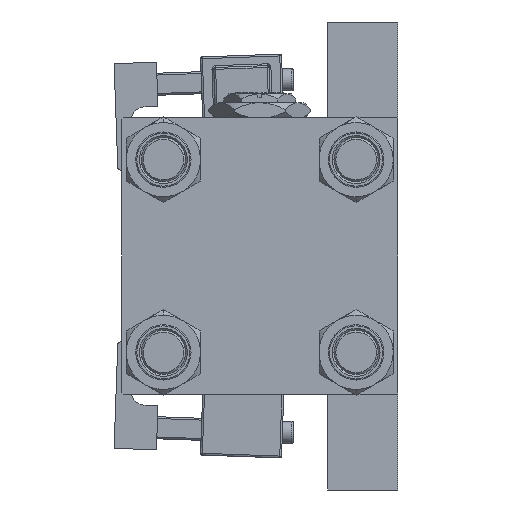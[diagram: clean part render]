
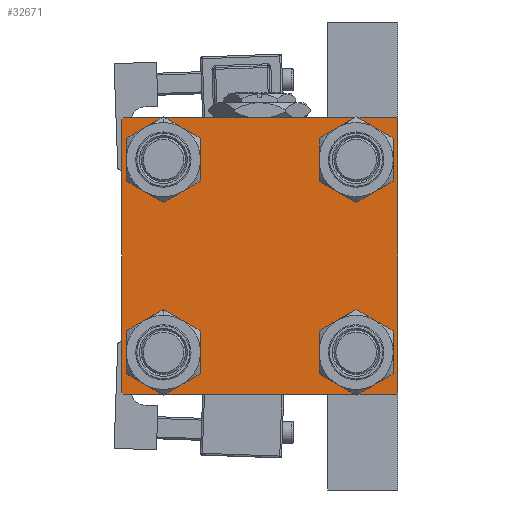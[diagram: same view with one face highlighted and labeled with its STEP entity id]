
A CAD part, left-side view. The second image highlights one B-rep face of the part: STEP entity #32671.
In plain terms, the highlighted planar face has unit normal (-1, 0, 0).
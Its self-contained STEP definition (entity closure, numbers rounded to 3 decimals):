
#1101 = EDGE_CURVE ( 'NONE', #46540, #7797, #38687, .T. ) ;
#1380 = CARTESIAN_POINT ( 'NONE',  ( 0., -37.25, -37.25 ) ) ;
#1838 = EDGE_LOOP ( 'NONE', ( #4684, #24069 ) ) ;
#2860 = EDGE_CURVE ( 'NONE', #26063, #7797, #43140, .T. ) ;
#3916 = CARTESIAN_POINT ( 'NONE',  ( 0., 37., 37.5 ) ) ;
#4684 = ORIENTED_EDGE ( 'NONE', *, *, #15214, .T. ) ;
#5198 = VECTOR ( 'NONE', #49079, 1000. ) ;
#5206 = EDGE_LOOP ( 'NONE', ( #38564, #20132 ) ) ;
#5602 = CARTESIAN_POINT ( 'NONE',  ( 0., 26.15, -26.15 ) ) ;
#5763 = DIRECTION ( 'NONE',  ( 0., 0., 1. ) ) ;
#5836 = AXIS2_PLACEMENT_3D ( 'NONE', #26430, #11024, #5763 ) ;
#6131 = FACE_BOUND ( 'NONE', #5206, .T. ) ;
#6300 = EDGE_CURVE ( 'NONE', #30024, #15956, #27902, .T. ) ;
#6351 = DIRECTION ( 'NONE',  ( 1., 0., 0. ) ) ;
#6977 = AXIS2_PLACEMENT_3D ( 'NONE', #21030, #17557, #33719 ) ;
#7465 = LINE ( 'NONE', #23380, #29176 ) ;
#7797 = VERTEX_POINT ( 'NONE', #35401 ) ;
#8013 = LINE ( 'NONE', #24194, #25541 ) ;
#8293 = CARTESIAN_POINT ( 'NONE',  ( 0., 37.5, 37. ) ) ;
#9677 = CIRCLE ( 'NONE', #46051, 6.5 ) ;
#10370 = FACE_OUTER_BOUND ( 'NONE', #32832, .T. ) ;
#10788 = EDGE_CURVE ( 'NONE', #38651, #28589, #9677, .T. ) ;
#11024 = DIRECTION ( 'NONE',  ( 1., 0., 0. ) ) ;
#11126 = ORIENTED_EDGE ( 'NONE', *, *, #2860, .T. ) ;
#11515 = EDGE_CURVE ( 'NONE', #46540, #44895, #7465, .T. ) ;
#11673 = ORIENTED_EDGE ( 'NONE', *, *, #24206, .T. ) ;
#12451 = CARTESIAN_POINT ( 'NONE',  ( 0., 26.15, 19.65 ) ) ;
#12600 = CARTESIAN_POINT ( 'NONE',  ( 0., 26.15, 26.15 ) ) ;
#13264 = LINE ( 'NONE', #40839, #18242 ) ;
#13790 = ORIENTED_EDGE ( 'NONE', *, *, #29415, .T. ) ;
#14356 = CARTESIAN_POINT ( 'NONE',  ( 0., 37.5, -37. ) ) ;
#14581 = AXIS2_PLACEMENT_3D ( 'NONE', #19164, #27128, #35335 ) ;
#14603 = DIRECTION ( 'NONE',  ( 1., 0., 0. ) ) ;
#14671 = CARTESIAN_POINT ( 'NONE',  ( 0., 26.15, 26.15 ) ) ;
#14769 = CARTESIAN_POINT ( 'NONE',  ( 0., 37.5, 37.5 ) ) ;
#14939 = DIRECTION ( 'NONE',  ( 0., -1., 0. ) ) ;
#15214 = EDGE_CURVE ( 'NONE', #42492, #32968, #15671, .T. ) ;
#15231 = ORIENTED_EDGE ( 'NONE', *, *, #23542, .T. ) ;
#15671 = CIRCLE ( 'NONE', #46943, 6.5 ) ;
#15956 = VERTEX_POINT ( 'NONE', #37772 ) ;
#16031 = EDGE_CURVE ( 'NONE', #31181, #26063, #18923, .T. ) ;
#16491 = EDGE_CURVE ( 'NONE', #24952, #31181, #13264, .T. ) ;
#16711 = DIRECTION ( 'NONE',  ( 0., -0.707, -0.707 ) ) ;
#17435 = CIRCLE ( 'NONE', #5836, 6.5 ) ;
#17557 = DIRECTION ( 'NONE',  ( 1., 0., 0. ) ) ;
#18242 = VECTOR ( 'NONE', #16711, 1000. ) ;
#18341 = VERTEX_POINT ( 'NONE', #3916 ) ;
#18544 = ORIENTED_EDGE ( 'NONE', *, *, #32498, .F. ) ;
#18770 = CARTESIAN_POINT ( 'NONE',  ( 0., -37., -37.5 ) ) ;
#18813 = VERTEX_POINT ( 'NONE', #37583 ) ;
#18923 = LINE ( 'NONE', #39076, #29250 ) ;
#19164 = CARTESIAN_POINT ( 'NONE',  ( 0., 26.15, -26.15 ) ) ;
#19201 = CIRCLE ( 'NONE', #40367, 6.5 ) ;
#19557 = VECTOR ( 'NONE', #22487, 1000. ) ;
#19907 = ORIENTED_EDGE ( 'NONE', *, *, #35126, .T. ) ;
#20132 = ORIENTED_EDGE ( 'NONE', *, *, #6300, .T. ) ;
#20821 = DIRECTION ( 'NONE',  ( 0., 0., 1. ) ) ;
#20925 = ORIENTED_EDGE ( 'NONE', *, *, #31433, .T. ) ;
#21030 = CARTESIAN_POINT ( 'NONE',  ( 0., -26.15, 26.15 ) ) ;
#21669 = CARTESIAN_POINT ( 'NONE',  ( 0., -37., 37.5 ) ) ;
#21776 = CARTESIAN_POINT ( 'NONE',  ( 0., 0., 0. ) ) ;
#22487 = DIRECTION ( 'NONE',  ( 0., 0., -1. ) ) ;
#22553 = EDGE_CURVE ( 'NONE', #15956, #30024, #29845, .T. ) ;
#23380 = CARTESIAN_POINT ( 'NONE',  ( 0., -37.25, 37.25 ) ) ;
#23542 = EDGE_CURVE ( 'NONE', #28589, #38651, #17435, .T. ) ;
#23592 = VECTOR ( 'NONE', #50087, 1000. ) ;
#24069 = ORIENTED_EDGE ( 'NONE', *, *, #49966, .T. ) ;
#24194 = CARTESIAN_POINT ( 'NONE',  ( 0., 37.5, 37.5 ) ) ;
#24206 = EDGE_CURVE ( 'NONE', #18813, #41510, #39688, .T. ) ;
#24952 = VERTEX_POINT ( 'NONE', #14356 ) ;
#25237 = CARTESIAN_POINT ( 'NONE',  ( 0., 37.25, 37.25 ) ) ;
#25321 = AXIS2_PLACEMENT_3D ( 'NONE', #38739, #14603, #38219 ) ;
#25541 = VECTOR ( 'NONE', #40356, 1000. ) ;
#26063 = VERTEX_POINT ( 'NONE', #18770 ) ;
#26430 = CARTESIAN_POINT ( 'NONE',  ( 0., -26.15, -26.15 ) ) ;
#26797 = CARTESIAN_POINT ( 'NONE',  ( 0., -26.15, -19.65 ) ) ;
#27128 = DIRECTION ( 'NONE',  ( 1., 0., 0. ) ) ;
#27306 = CIRCLE ( 'NONE', #6977, 6.5 ) ;
#27902 = CIRCLE ( 'NONE', #51549, 6.5 ) ;
#28463 = CARTESIAN_POINT ( 'NONE',  ( 0., 26.15, 32.65 ) ) ;
#28589 = VERTEX_POINT ( 'NONE', #41120 ) ;
#28858 = ORIENTED_EDGE ( 'NONE', *, *, #16031, .T. ) ;
#29176 = VECTOR ( 'NONE', #52241, 1000. ) ;
#29195 = LINE ( 'NONE', #25237, #5198 ) ;
#29250 = VECTOR ( 'NONE', #14939, 1000. ) ;
#29415 = EDGE_CURVE ( 'NONE', #18341, #39927, #29195, .T. ) ;
#29845 = CIRCLE ( 'NONE', #14581, 6.5 ) ;
#30024 = VERTEX_POINT ( 'NONE', #45498 ) ;
#30302 = CARTESIAN_POINT ( 'NONE',  ( 0., 37., -37.5 ) ) ;
#31181 = VERTEX_POINT ( 'NONE', #30302 ) ;
#31373 = DIRECTION ( 'NONE',  ( 1., 0., 0. ) ) ;
#31433 = EDGE_CURVE ( 'NONE', #39927, #24952, #35183, .T. ) ;
#32030 = CARTESIAN_POINT ( 'NONE',  ( 0., -37.5, 37. ) ) ;
#32498 = EDGE_CURVE ( 'NONE', #18341, #44895, #8013, .T. ) ;
#32671 = ADVANCED_FACE ( 'NONE', ( #42433, #33688, #6131, #34475, #10370 ), #42682, .T. ) ;
#32832 = EDGE_LOOP ( 'NONE', ( #20925, #39476, #28858, #11126, #38741, #33815, #18544, #13790 ) ) ;
#32968 = VERTEX_POINT ( 'NONE', #12451 ) ;
#33688 = FACE_BOUND ( 'NONE', #44445, .T. ) ;
#33719 = DIRECTION ( 'NONE',  ( 0., 0., 1. ) ) ;
#33815 = ORIENTED_EDGE ( 'NONE', *, *, #11515, .T. ) ;
#34198 = EDGE_LOOP ( 'NONE', ( #19907, #11673 ) ) ;
#34215 = DIRECTION ( 'NONE',  ( 0., 0., 1. ) ) ;
#34475 = FACE_BOUND ( 'NONE', #1838, .T. ) ;
#34776 = ORIENTED_EDGE ( 'NONE', *, *, #10788, .T. ) ;
#35126 = EDGE_CURVE ( 'NONE', #41510, #18813, #27306, .T. ) ;
#35183 = LINE ( 'NONE', #14769, #19557 ) ;
#35335 = DIRECTION ( 'NONE',  ( 0., 0., 1. ) ) ;
#35401 = CARTESIAN_POINT ( 'NONE',  ( 0., -37.5, -37. ) ) ;
#37583 = CARTESIAN_POINT ( 'NONE',  ( 0., -26.15, 19.65 ) ) ;
#37772 = CARTESIAN_POINT ( 'NONE',  ( 0., 26.15, -19.65 ) ) ;
#38188 = DIRECTION ( 'NONE',  ( 1., 0., 0. ) ) ;
#38219 = DIRECTION ( 'NONE',  ( 0., 0., 1. ) ) ;
#38453 = DIRECTION ( 'NONE',  ( -1., 0., 0. ) ) ;
#38564 = ORIENTED_EDGE ( 'NONE', *, *, #22553, .T. ) ;
#38651 = VERTEX_POINT ( 'NONE', #26797 ) ;
#38687 = LINE ( 'NONE', #39202, #23592 ) ;
#38739 = CARTESIAN_POINT ( 'NONE',  ( 0., -26.15, 26.15 ) ) ;
#38741 = ORIENTED_EDGE ( 'NONE', *, *, #1101, .F. ) ;
#39076 = CARTESIAN_POINT ( 'NONE',  ( 0., 37.5, -37.5 ) ) ;
#39202 = CARTESIAN_POINT ( 'NONE',  ( 0., -37.5, 37.5 ) ) ;
#39476 = ORIENTED_EDGE ( 'NONE', *, *, #16491, .T. ) ;
#39611 = VECTOR ( 'NONE', #47370, 1000. ) ;
#39688 = CIRCLE ( 'NONE', #25321, 6.5 ) ;
#39927 = VERTEX_POINT ( 'NONE', #8293 ) ;
#40356 = DIRECTION ( 'NONE',  ( 0., -1., 0. ) ) ;
#40367 = AXIS2_PLACEMENT_3D ( 'NONE', #12600, #49161, #20821 ) ;
#40839 = CARTESIAN_POINT ( 'NONE',  ( 0., 37.25, -37.25 ) ) ;
#41120 = CARTESIAN_POINT ( 'NONE',  ( 0., -26.15, -32.65 ) ) ;
#41510 = VERTEX_POINT ( 'NONE', #44219 ) ;
#42433 = FACE_BOUND ( 'NONE', #34198, .T. ) ;
#42492 = VERTEX_POINT ( 'NONE', #28463 ) ;
#42646 = DIRECTION ( 'NONE',  ( 0., 0., 1. ) ) ;
#42682 = PLANE ( 'NONE',  #47492 ) ;
#43140 = LINE ( 'NONE', #1380, #39611 ) ;
#43167 = CARTESIAN_POINT ( 'NONE',  ( 0., -26.15, -26.15 ) ) ;
#44219 = CARTESIAN_POINT ( 'NONE',  ( 0., -26.15, 32.65 ) ) ;
#44445 = EDGE_LOOP ( 'NONE', ( #34776, #15231 ) ) ;
#44895 = VERTEX_POINT ( 'NONE', #21669 ) ;
#45498 = CARTESIAN_POINT ( 'NONE',  ( 0., 26.15, -32.65 ) ) ;
#46051 = AXIS2_PLACEMENT_3D ( 'NONE', #43167, #6351, #42646 ) ;
#46540 = VERTEX_POINT ( 'NONE', #32030 ) ;
#46943 = AXIS2_PLACEMENT_3D ( 'NONE', #14671, #31373, #47003 ) ;
#47003 = DIRECTION ( 'NONE',  ( 0., 0., 1. ) ) ;
#47370 = DIRECTION ( 'NONE',  ( 0., -0.707, 0.707 ) ) ;
#47492 = AXIS2_PLACEMENT_3D ( 'NONE', #21776, #38453, #34215 ) ;
#49079 = DIRECTION ( 'NONE',  ( 0., 0.707, -0.707 ) ) ;
#49161 = DIRECTION ( 'NONE',  ( 1., 0., 0. ) ) ;
#49966 = EDGE_CURVE ( 'NONE', #32968, #42492, #19201, .T. ) ;
#50087 = DIRECTION ( 'NONE',  ( 0., 0., -1. ) ) ;
#50366 = DIRECTION ( 'NONE',  ( 0., 0., 1. ) ) ;
#51549 = AXIS2_PLACEMENT_3D ( 'NONE', #5602, #38188, #50366 ) ;
#52241 = DIRECTION ( 'NONE',  ( 0., 0.707, 0.707 ) ) ;
